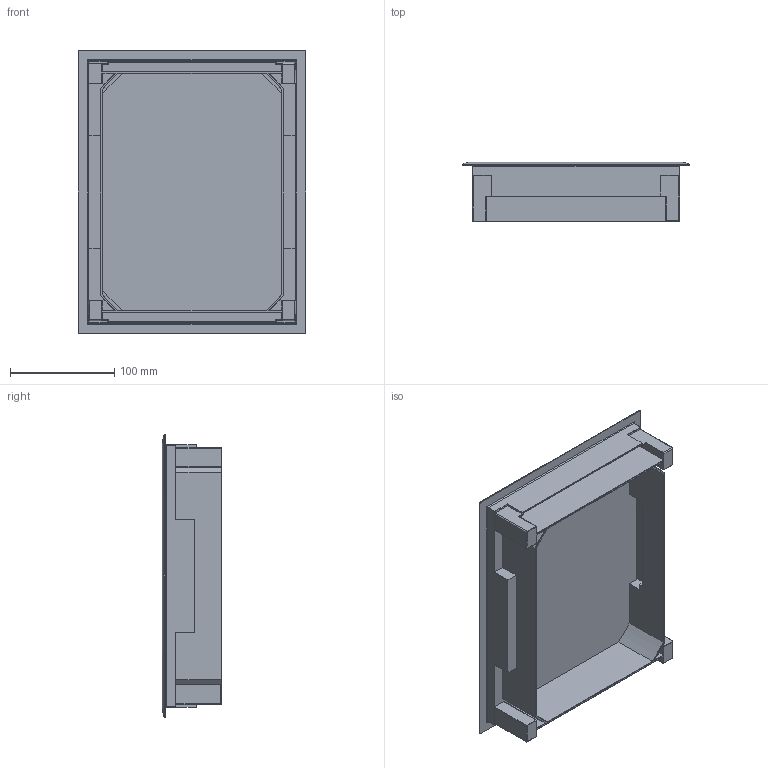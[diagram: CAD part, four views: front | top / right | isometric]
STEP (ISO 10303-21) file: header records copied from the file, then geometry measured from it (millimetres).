
FILE_DESCRIPTION (( 'STEP AP203' ), '1' );
FILE_NAME ('VDE0905.STEP', '2022-08-05T09:19:52', ( '' ), ( '' ), 'SwSTEP 2.0', 'SolidWorks 2019', '' );
FILE_SCHEMA (( 'CONFIG_CONTROL_DESIGN' ));
Length unit declared in the file: millimetre
Products named in the file (3): VDE0905; Rahmen VE09 R5_Rahmen VE09 R5 7011; Verschlussdeckelblech VBE09_Verschlussdeckelblech VBE09-6mm
Assembly tree (2 placements, depth 2):
  VDE0905
    Rahmen VE09 R5_Rahmen VE09 R5 7011
    Verschlussdeckelblech VBE09_Verschlussdeckelblech VBE09-6mm
Bounding box: 218.5 x 57 x 271.5 mm (x, y, z)
Volume: 478740.4 mm3; surface area: 260480 mm2
Topology: 2 solids, 2 shells, 272 faces, 684 edges, 402 vertices
Faces by surface type: cylinder 122, plane 111, torus 21, sphere 11, bspline 7
Entity records: 8409 total; most frequent: CARTESIAN_POINT 1856, ORIENTED_EDGE 1338, DIRECTION 1286, EDGE_CURVE 669, AXIS2_PLACEMENT_3D 430, LINE 426, VECTOR 426, VERTEX_POINT 402
